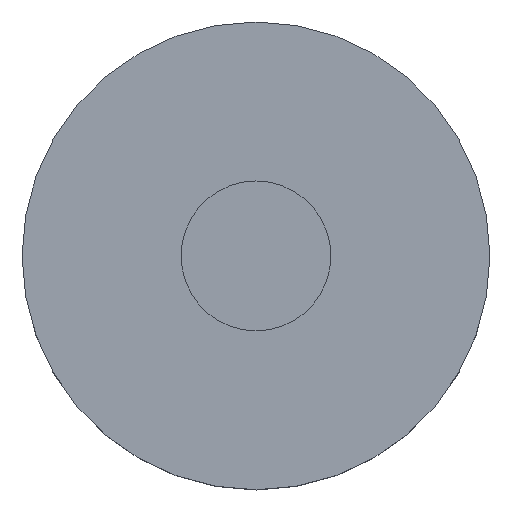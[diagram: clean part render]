
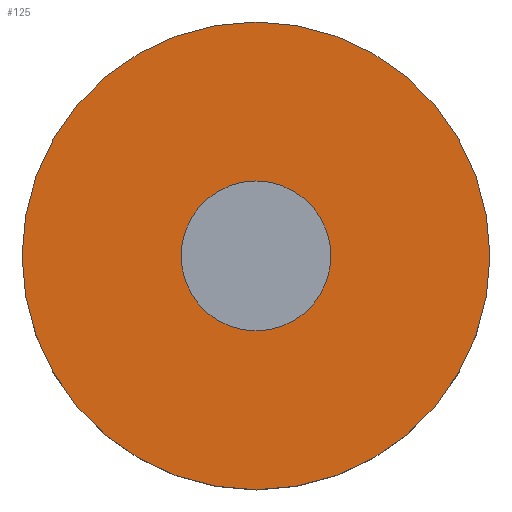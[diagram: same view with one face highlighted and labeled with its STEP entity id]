
A CAD part, top view. The second image highlights one B-rep face of the part: STEP entity #125.
In plain terms, the highlighted planar face has unit normal (0, 0, 1).
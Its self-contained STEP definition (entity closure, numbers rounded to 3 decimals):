
#125=ADVANCED_FACE('',(#200,#201),#202,.T.);
#200=FACE_BOUND('',#295,.T.);
#201=FACE_OUTER_BOUND('',#296,.T.);
#202=PLANE('',#297);
#295=EDGE_LOOP('',(#571,#572));
#296=EDGE_LOOP('',(#573,#574));
#297=AXIS2_PLACEMENT_3D('',#575,#576,#577);
#571=ORIENTED_EDGE('',*,*,#777,.T.);
#572=ORIENTED_EDGE('',*,*,#769,.T.);
#573=ORIENTED_EDGE('',*,*,#767,.T.);
#574=ORIENTED_EDGE('',*,*,#778,.T.);
#575=CARTESIAN_POINT('',(0.0,0.0,47.53));
#576=DIRECTION('',(0.0,0.0,1.0));
#577=DIRECTION('',(1.0,0.0,0.0));
#767=EDGE_CURVE('',#868,#872,#874,.T.);
#769=EDGE_CURVE('',#877,#875,#878,.T.);
#777=EDGE_CURVE('',#875,#877,#888,.T.);
#778=EDGE_CURVE('',#872,#868,#889,.T.);
#868=VERTEX_POINT('',#990);
#872=VERTEX_POINT('',#995);
#874=CIRCLE('',#998,187.318);
#875=VERTEX_POINT('',#999);
#877=VERTEX_POINT('',#1002);
#878=CIRCLE('',#1003,60.0);
#888=CIRCLE('',#1016,60.0);
#889=CIRCLE('',#1017,187.318);
#990=CARTESIAN_POINT('',(187.318,0.0,47.53));
#995=CARTESIAN_POINT('',(-187.318,0.,47.53));
#998=AXIS2_PLACEMENT_3D('',#1162,#1163,#1164);
#999=CARTESIAN_POINT('',(-60.0,0.,47.53));
#1002=CARTESIAN_POINT('',(60.0,0.,47.53));
#1003=AXIS2_PLACEMENT_3D('',#1166,#1167,#1168);
#1016=AXIS2_PLACEMENT_3D('',#1184,#1185,#1186);
#1017=AXIS2_PLACEMENT_3D('',#1187,#1188,#1189);
#1162=CARTESIAN_POINT('',(0.0,0.0,47.53));
#1163=DIRECTION('',(0.0,0.0,1.0));
#1164=DIRECTION('',(1.0,0.0,0.0));
#1166=CARTESIAN_POINT('',(0.,0.0,47.53));
#1167=DIRECTION('',(-0.0,0.0,-1.0));
#1168=DIRECTION('',(-1.0,0.,0.0));
#1184=CARTESIAN_POINT('',(0.,0.0,47.53));
#1185=DIRECTION('',(-0.0,0.0,-1.0));
#1186=DIRECTION('',(-1.0,0.,0.0));
#1187=CARTESIAN_POINT('',(0.0,0.0,47.53));
#1188=DIRECTION('',(0.0,0.0,1.0));
#1189=DIRECTION('',(1.0,0.0,0.0));
